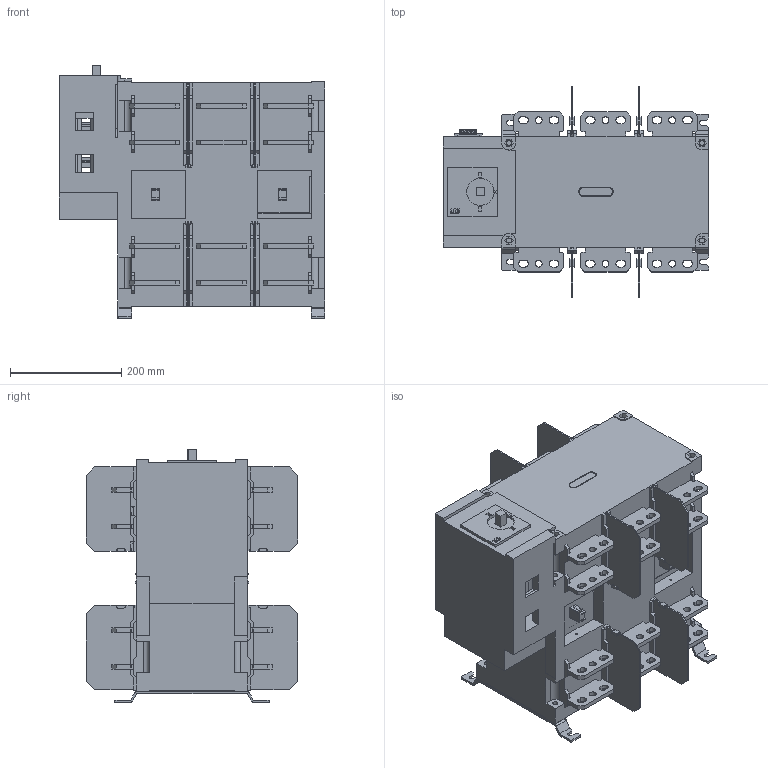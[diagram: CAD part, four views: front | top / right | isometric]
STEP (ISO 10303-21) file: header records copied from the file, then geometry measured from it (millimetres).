
FILE_DESCRIPTION((''),'2;1');
FILE_NAME('LBS-3200-CO_ASM_1_1_ASM','2021-10-12T',('marketing.praksa'),('Audax d.o.o.'),'CREO PARAMETRIC BY PTC INC, 2017480','CREO PARAMETRIC BY PTC INC, 2017480','');
FILE_SCHEMA(('AUTOMOTIVE_DESIGN { 1 0 10303 214 1 1 1 1 }'));
Products named in the file (53): LBS_3200_3P_CO_1_1; LBS_3200_3P_CO_1_2; LBS_3200_3P_CO_1_3; LBS_3200_3P_CO_1_4; LBS_3200_3P_CO_1_5; LBS_3200_3P_CO_1_6; LBS_3200_3P_CO_1_7; LBS_3200_3P_CO_1_8; LBS_3200_3P_CO_1_9; LBS_3200_3P_CO_1_10; LBS_3200_3P_CO_1_11; LBS_3200_3P_CO_1_12; LBS_3200_3P_CO_1_13; LBS_3200_3P_CO_1_ASM; PRT9573_1_1; PRT9573_1_2; PRT9573_1_ASM; 1Z_1_1; Y2_1_1; PRT9574_1_1_2_1; PRT9574_1_1_2_2; PRT9574_1_1_2_3; PRT9574_1_1_2_ASM; BARRI_1_1_2_1; BARRI_1_1_2_2; BARRI_1_1_2_ASM; BARR_ASM_1_1_ASM; CO1_1_1; CO1_1_2; CO1_1_3; CO1_1_4; CO1_1_5; CO1_1_6; CO1_1_7; CO1_1_8; CO1_1_9; CO1_1_10; CO1_1_11; CO1_1_12; CO1_1_13 ...
Assembly tree (54 placements, depth 4):
  LBS-3200-CO_ASM_1_1_ASM
    LBS_3200_3P_CO_1_ASM
      LBS_3200_3P_CO_1_1
      LBS_3200_3P_CO_1_2
      LBS_3200_3P_CO_1_3
      LBS_3200_3P_CO_1_4
      LBS_3200_3P_CO_1_5
      LBS_3200_3P_CO_1_6
      LBS_3200_3P_CO_1_7
      LBS_3200_3P_CO_1_8
      LBS_3200_3P_CO_1_9
      LBS_3200_3P_CO_1_10
      LBS_3200_3P_CO_1_11
      LBS_3200_3P_CO_1_12
      LBS_3200_3P_CO_1_13
    PRT9573_1_ASM
      PRT9573_1_1
      PRT9573_1_2
    1Z_1_1
    Y2_1_1
    PRT9574_1_1_2_ASM
      PRT9574_1_1_2_1
      PRT9574_1_1_2_2
      PRT9574_1_1_2_3
    BARR_ASM_1_1_ASM  x2
      BARRI_1_1_2_ASM
        BARRI_1_1_2_1
        BARRI_1_1_2_2
    CO1_1_ASM
      CO1_1_1
      CO1_1_2
      CO1_1_3
      CO1_1_4
      CO1_1_5
      CO1_1_6
      CO1_1_7
      CO1_1_8
      CO1_1_9
      CO1_1_10
      CO1_1_11
      CO1_1_12
      CO1_1_13
      CO1_1_14
      CO1_1_15
      CO1_1_16
      CO1_1_17
      CO1_1_18
      CO1_1_19
      CO1_1_20
      CO1_1_21
      CO1_1_22
      CO1_1_23
      CO1_1_24
Bounding box: 478 x 380 x 454.5 mm (x, y, z)
Volume: 31744799.4 mm3; surface area: 1657476.9 mm2
Topology: 52 solids, 62 shells, 2211 faces, 6327 edges, 4272 vertices
Faces by surface type: plane 1788, cylinder 417, cone 6
Entity records: 95170 total; most frequent: CARTESIAN_POINT 12436, ORIENTED_EDGE 11922, DIRECTION 11410, PRESENTATION_STYLE_ASSIGNMENT 6738, STYLED_ITEM 6738, CURVE_STYLE 5961, EDGE_CURVE 5961, VECTOR 4938
